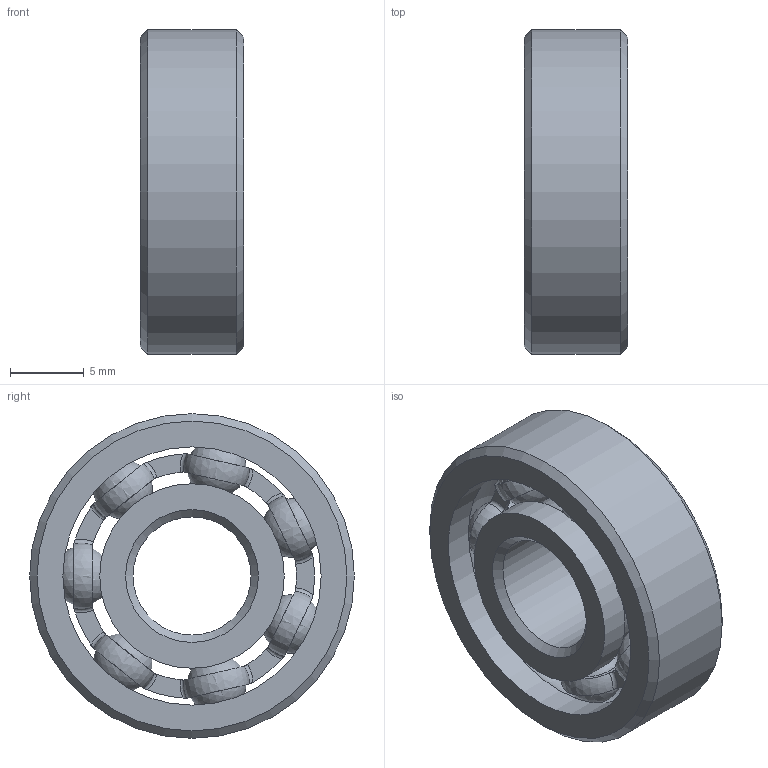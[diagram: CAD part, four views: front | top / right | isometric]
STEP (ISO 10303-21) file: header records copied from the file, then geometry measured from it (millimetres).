
FILE_DESCRIPTION(/* description */ (''),/* implementation_level */ '2;1');
FILE_NAME(/* name */ 'подшипник.stp',/* time_stamp */ '2023-02-20T22:00:54+03:00',/* author */ ('Tasya'),/* organization */ (''),/* preprocessor_version */ 'ST-DEVELOPER v18.1',/* originating_system */ 'Autodesk Inventor 2021',/* authorisation */ '');
FILE_SCHEMA (('AUTOMOTIVE_DESIGN { 1 0 10303 214 3 1 1 }'));
Length unit declared in the file: millimetre
Products named in the file (1): подшипник
Bounding box: 7 x 22 x 22 mm (x, y, z)
Volume: 1576 mm3; surface area: 2407.3 mm2
Topology: 10 solids, 10 shells, 114 faces, 340 edges, 230 vertices
Faces by surface type: plane 32, torus 30, sphere 28, cylinder 20, cone 4
Full cylindrical faces by diameter (mm): 8 x1, 12.5 x2, 17.5 x2, 22 x1
Entity records: 4821 total; most frequent: CARTESIAN_POINT 1735, ORIENTED_EDGE 624, DIRECTION 592, EDGE_CURVE 312, AXIS2_PLACEMENT_3D 277, VERTEX_POINT 230, CIRCLE 162, EDGE_LOOP 146
